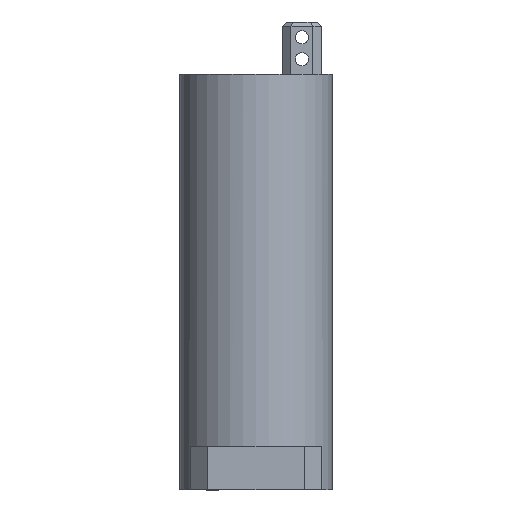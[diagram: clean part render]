
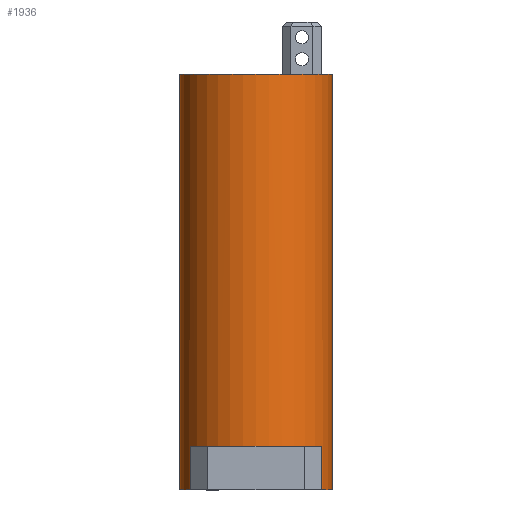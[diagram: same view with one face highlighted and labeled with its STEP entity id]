
A CAD part, front view. The second image highlights one B-rep face of the part: STEP entity #1936.
In plain terms, the highlighted cylindrical face has radius 17.5 mm (diameter 35 mm), a partial arc.
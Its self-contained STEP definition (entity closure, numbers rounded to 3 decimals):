
#167 = ORIENTED_EDGE ( 'NONE', *, *, #744, .T. ) ;
#191 = ORIENTED_EDGE ( 'NONE', *, *, #2200, .T. ) ;
#229 = CIRCLE ( 'NONE', #2563, 17.5 ) ;
#236 = LINE ( 'NONE', #1937, #3249 ) ;
#360 = AXIS2_PLACEMENT_3D ( 'NONE', #1510, #4499, #2995 ) ;
#463 = VERTEX_POINT ( 'NONE', #2812 ) ;
#541 = ORIENTED_EDGE ( 'NONE', *, *, #953, .T. ) ;
#549 = CARTESIAN_POINT ( 'NONE',  ( 0., -95., 0. ) ) ;
#682 = ORIENTED_EDGE ( 'NONE', *, *, #4037, .T. ) ;
#691 = DIRECTION ( 'NONE',  ( 0., -1., 0. ) ) ;
#708 = ORIENTED_EDGE ( 'NONE', *, *, #2061, .T. ) ;
#710 = CIRCLE ( 'NONE', #5062, 17.5 ) ;
#744 = EDGE_CURVE ( 'NONE', #2443, #4050, #3465, .T. ) ;
#760 = CARTESIAN_POINT ( 'NONE',  ( 13.5, -90., 11.136 ) ) ;
#787 = DIRECTION ( 'NONE',  ( 0., -1., 0. ) ) ;
#806 = LINE ( 'NONE', #4548, #1600 ) ;
#828 = DIRECTION ( 'NONE',  ( 0., 0., 1. ) ) ;
#949 = LINE ( 'NONE', #4814, #4655 ) ;
#953 = EDGE_CURVE ( 'NONE', #463, #2443, #710, .T. ) ;
#1026 = DIRECTION ( 'NONE',  ( 0., 1., 0. ) ) ;
#1049 = CIRCLE ( 'NONE', #2907, 17.5 ) ;
#1187 = ORIENTED_EDGE ( 'NONE', *, *, #5025, .F. ) ;
#1212 = AXIS2_PLACEMENT_3D ( 'NONE', #2900, #4143, #828 ) ;
#1404 = ORIENTED_EDGE ( 'NONE', *, *, #2316, .T. ) ;
#1450 = LINE ( 'NONE', #2833, #4096 ) ;
#1510 = CARTESIAN_POINT ( 'NONE',  ( 0., -90., 0. ) ) ;
#1600 = VECTOR ( 'NONE', #3740, 1000. ) ;
#1654 = VERTEX_POINT ( 'NONE', #4106 ) ;
#1684 = DIRECTION ( 'NONE',  ( 0., 0., 1. ) ) ;
#1767 = CARTESIAN_POINT ( 'NONE',  ( 15., -90., -9.014 ) ) ;
#1936 = ADVANCED_FACE ( 'NONE', ( #2207 ), #2519, .T. ) ;
#1937 = CARTESIAN_POINT ( 'NONE',  ( 15., -95., 9.014 ) ) ;
#2028 = VERTEX_POINT ( 'NONE', #3101 ) ;
#2061 = EDGE_CURVE ( 'NONE', #4432, #463, #949, .T. ) ;
#2062 = CARTESIAN_POINT ( 'NONE',  ( 0., 0., 0. ) ) ;
#2068 = VECTOR ( 'NONE', #1026, 1000. ) ;
#2132 = VERTEX_POINT ( 'NONE', #4904 ) ;
#2169 = CARTESIAN_POINT ( 'NONE',  ( 13.5, -95., 11.136 ) ) ;
#2200 = EDGE_CURVE ( 'NONE', #3891, #4432, #229, .T. ) ;
#2207 = FACE_OUTER_BOUND ( 'NONE', #3986, .T. ) ;
#2283 = CARTESIAN_POINT ( 'NONE',  ( 15., -95., -9.014 ) ) ;
#2301 = EDGE_CURVE ( 'NONE', #4050, #3706, #3041, .T. ) ;
#2316 = EDGE_CURVE ( 'NONE', #3706, #1654, #806, .T. ) ;
#2317 = ORIENTED_EDGE ( 'NONE', *, *, #3105, .T. ) ;
#2443 = VERTEX_POINT ( 'NONE', #1767 ) ;
#2499 = ORIENTED_EDGE ( 'NONE', *, *, #4742, .T. ) ;
#2506 = DIRECTION ( 'NONE',  ( 0., 1., 0. ) ) ;
#2519 = CYLINDRICAL_SURFACE ( 'NONE', #3502, 17.5 ) ;
#2522 = EDGE_CURVE ( 'NONE', #2132, #3935, #4645, .T. ) ;
#2563 = AXIS2_PLACEMENT_3D ( 'NONE', #3248, #3189, #5245 ) ;
#2654 = CARTESIAN_POINT ( 'NONE',  ( 15., -95., 9.014 ) ) ;
#2729 = LINE ( 'NONE', #2169, #2068 ) ;
#2773 = DIRECTION ( 'NONE',  ( 0., 0., 1. ) ) ;
#2812 = CARTESIAN_POINT ( 'NONE',  ( 13.5, -90., -11.136 ) ) ;
#2833 = CARTESIAN_POINT ( 'NONE',  ( 0., -95., 17.5 ) ) ;
#2857 = CARTESIAN_POINT ( 'NONE',  ( 13.5, -85., -11.136 ) ) ;
#2900 = CARTESIAN_POINT ( 'NONE',  ( 0., -95., 0. ) ) ;
#2907 = AXIS2_PLACEMENT_3D ( 'NONE', #4571, #2506, #4998 ) ;
#2995 = DIRECTION ( 'NONE',  ( 0., 0., 1. ) ) ;
#3041 = CIRCLE ( 'NONE', #1212, 17.5 ) ;
#3087 = EDGE_CURVE ( 'NONE', #3935, #3891, #2729, .T. ) ;
#3101 = CARTESIAN_POINT ( 'NONE',  ( 0., -95., 17.5 ) ) ;
#3105 = EDGE_CURVE ( 'NONE', #4932, #2132, #236, .T. ) ;
#3189 = DIRECTION ( 'NONE',  ( 0., 1., 0. ) ) ;
#3195 = DIRECTION ( 'NONE',  ( 0., 1., 0. ) ) ;
#3248 = CARTESIAN_POINT ( 'NONE',  ( 0., -85., 0. ) ) ;
#3249 = VECTOR ( 'NONE', #3195, 1000. ) ;
#3250 = DIRECTION ( 'NONE',  ( 0., 1., 0. ) ) ;
#3388 = ORIENTED_EDGE ( 'NONE', *, *, #2301, .T. ) ;
#3465 = LINE ( 'NONE', #2283, #4687 ) ;
#3502 = AXIS2_PLACEMENT_3D ( 'NONE', #549, #4681, #5107 ) ;
#3553 = CARTESIAN_POINT ( 'NONE',  ( 0., -90., 0. ) ) ;
#3670 = CIRCLE ( 'NONE', #5336, 17.5 ) ;
#3706 = VERTEX_POINT ( 'NONE', #4028 ) ;
#3740 = DIRECTION ( 'NONE',  ( 0., 1., 0. ) ) ;
#3891 = VERTEX_POINT ( 'NONE', #4457 ) ;
#3935 = VERTEX_POINT ( 'NONE', #760 ) ;
#3986 = EDGE_LOOP ( 'NONE', ( #3388, #1404, #682, #1187, #2499, #2317, #4757, #4866, #191, #708, #541, #167 ) ) ;
#4028 = CARTESIAN_POINT ( 'NONE',  ( 0., -95., -17.5 ) ) ;
#4037 = EDGE_CURVE ( 'NONE', #1654, #4964, #3670, .T. ) ;
#4050 = VERTEX_POINT ( 'NONE', #5313 ) ;
#4096 = VECTOR ( 'NONE', #3250, 1000. ) ;
#4106 = CARTESIAN_POINT ( 'NONE',  ( 0., 0., -17.5 ) ) ;
#4143 = DIRECTION ( 'NONE',  ( 0., 1., 0. ) ) ;
#4432 = VERTEX_POINT ( 'NONE', #2857 ) ;
#4457 = CARTESIAN_POINT ( 'NONE',  ( 13.5, -85., 11.136 ) ) ;
#4499 = DIRECTION ( 'NONE',  ( 0., -1., 0. ) ) ;
#4548 = CARTESIAN_POINT ( 'NONE',  ( 0., -95., -17.5 ) ) ;
#4571 = CARTESIAN_POINT ( 'NONE',  ( 0., -95., 0. ) ) ;
#4645 = CIRCLE ( 'NONE', #360, 17.5 ) ;
#4655 = VECTOR ( 'NONE', #5209, 1000. ) ;
#4681 = DIRECTION ( 'NONE',  ( 0., 1., 0. ) ) ;
#4687 = VECTOR ( 'NONE', #4733, 1000. ) ;
#4733 = DIRECTION ( 'NONE',  ( 0., -1., 0. ) ) ;
#4742 = EDGE_CURVE ( 'NONE', #2028, #4932, #1049, .T. ) ;
#4757 = ORIENTED_EDGE ( 'NONE', *, *, #2522, .T. ) ;
#4814 = CARTESIAN_POINT ( 'NONE',  ( 13.5, -95., -11.136 ) ) ;
#4866 = ORIENTED_EDGE ( 'NONE', *, *, #3087, .T. ) ;
#4904 = CARTESIAN_POINT ( 'NONE',  ( 15., -90., 9.014 ) ) ;
#4932 = VERTEX_POINT ( 'NONE', #2654 ) ;
#4964 = VERTEX_POINT ( 'NONE', #5285 ) ;
#4998 = DIRECTION ( 'NONE',  ( 0., 0., 1. ) ) ;
#5025 = EDGE_CURVE ( 'NONE', #2028, #4964, #1450, .T. ) ;
#5062 = AXIS2_PLACEMENT_3D ( 'NONE', #3553, #691, #2773 ) ;
#5107 = DIRECTION ( 'NONE',  ( 0., 0., 1. ) ) ;
#5209 = DIRECTION ( 'NONE',  ( 0., -1., 0. ) ) ;
#5245 = DIRECTION ( 'NONE',  ( 0., 0., 1. ) ) ;
#5285 = CARTESIAN_POINT ( 'NONE',  ( 0., 0., 17.5 ) ) ;
#5313 = CARTESIAN_POINT ( 'NONE',  ( 15., -95., -9.014 ) ) ;
#5336 = AXIS2_PLACEMENT_3D ( 'NONE', #2062, #787, #1684 ) ;
